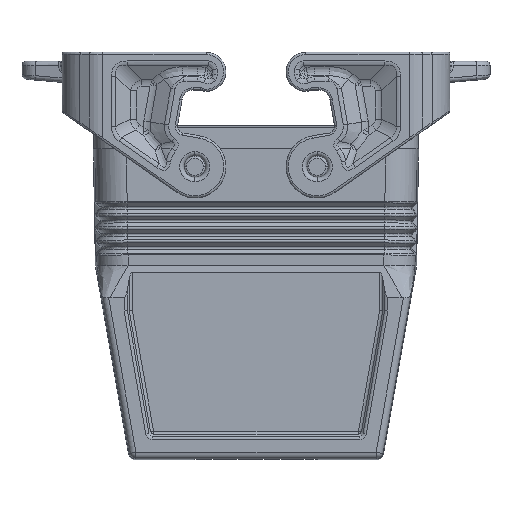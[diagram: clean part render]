
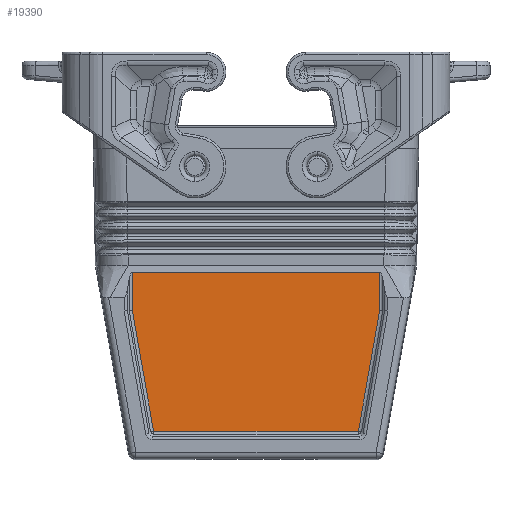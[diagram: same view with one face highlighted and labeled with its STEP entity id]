
A CAD part, front view. The second image highlights one B-rep face of the part: STEP entity #19390.
In plain terms, the highlighted face is planar.
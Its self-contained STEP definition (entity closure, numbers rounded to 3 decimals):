
#5970=CARTESIAN_POINT('',(117.12,4.434,
63.586));
#5980=VERTEX_POINT('',#5970);
#8640=CARTESIAN_POINT('',(117.12,-0.345,
27.871));
#8650=VERTEX_POINT('',#8640);
#8680=CARTESIAN_POINT('',(117.12,25.163,
27.871));
#8690=DIRECTION('',(0.,-1.,0.));
#8700=VECTOR('',#8690,1.);
#8710=LINE('',#8680,#8700);
#8720=CARTESIAN_POINT('',(117.12,55.165,
27.871));
#8730=VERTEX_POINT('',#8720);
#8740=EDGE_CURVE('',#8730,#8650,#8710,.T.);
#18950=CARTESIAN_POINT('',(117.12,54.827,
50.993));
#18960=DIRECTION('',(1.,0.,0.));
#18970=DIRECTION('',(0.,1.,0.));
#18980=AXIS2_PLACEMENT_3D('',#18950,#18960,#18970);
#18990=PLANE('',#18980);
#19000=CARTESIAN_POINT('',(117.12,-0.738,
34.229));
#19010=DIRECTION('',(0.,0.174,0.985));
#19020=VECTOR('',#19010,1.);
#19030=LINE('',#19000,#19020);
#19040=CARTESIAN_POINT('',(117.12,-0.345,
36.458));
#19050=VERTEX_POINT('',#19040);
#19060=EDGE_CURVE('',#19050,#5980,#19030,.T.);
#19070=ORIENTED_EDGE('',*,*,#19060,.F.);
#19080=CARTESIAN_POINT('',(117.12,25.163,
63.586));
#19090=DIRECTION('',(0.,1.,0.));
#19100=VECTOR('',#19090,1.);
#19110=LINE('',#19080,#19100);
#19120=CARTESIAN_POINT('',(117.12,50.387,
63.586));
#19130=VERTEX_POINT('',#19120);
#19140=EDGE_CURVE('',#5980,#19130,#19110,.T.);
#19150=ORIENTED_EDGE('',*,*,#19140,.F.);
#19160=CARTESIAN_POINT('',(117.12,55.559,
34.229));
#19170=DIRECTION('',(0.,-0.174,0.985));
#19180=VECTOR('',#19170,1.);
#19190=LINE('',#19160,#19180);
#19200=CARTESIAN_POINT('',(117.12,55.165,
36.464));
#19210=VERTEX_POINT('',#19200);
#19220=EDGE_CURVE('',#19210,#19130,#19190,.T.);
#19230=ORIENTED_EDGE('',*,*,#19220,.T.);
#19240=CARTESIAN_POINT('',(117.12,55.165,
34.229));
#19250=DIRECTION('',(0.,0.,-1.));
#19260=VECTOR('',#19250,1.);
#19270=LINE('',#19240,#19260);
#19280=EDGE_CURVE('',#19210,#8730,#19270,.T.);
#19290=ORIENTED_EDGE('',*,*,#19280,.F.);
#19300=ORIENTED_EDGE('',*,*,#8740,.F.);
#19310=CARTESIAN_POINT('',(117.12,-0.345,
34.229));
#19320=DIRECTION('',(0.,0.,-1.));
#19330=VECTOR('',#19320,1.);
#19340=LINE('',#19310,#19330);
#19350=EDGE_CURVE('',#19050,#8650,#19340,.T.);
#19360=ORIENTED_EDGE('',*,*,#19350,.T.);
#19370=EDGE_LOOP('',(#19360,#19300,#19290,#19230,#19150,#19070));
#19380=FACE_OUTER_BOUND('',#19370,.T.);
#19390=ADVANCED_FACE('',(#19380),#18990,.T.);
